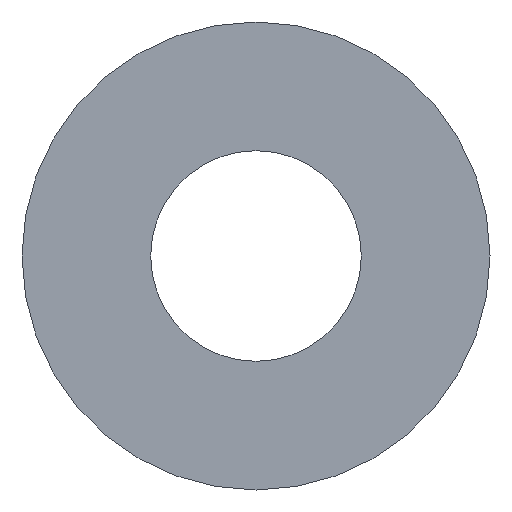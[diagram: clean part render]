
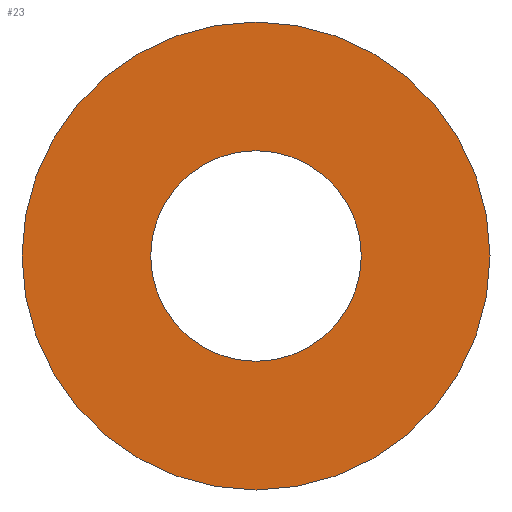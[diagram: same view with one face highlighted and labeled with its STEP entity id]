
A CAD part, front view. The second image highlights one B-rep face of the part: STEP entity #23.
In plain terms, the highlighted planar face has unit normal (0, -1, 0).
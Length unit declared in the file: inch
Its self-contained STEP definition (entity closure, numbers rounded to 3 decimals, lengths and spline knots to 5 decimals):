
#15 = PLANE ( 'NONE',  #91 ) ;
#23 = ADVANCED_FACE ( 'NONE', ( #96, #35 ), #15, .F. ) ;
#25 = EDGE_CURVE ( 'NONE', #88, #27, #73, .T. ) ;
#27 = VERTEX_POINT ( 'NONE', #44 ) ;
#35 = FACE_BOUND ( 'NONE', #113, .T. ) ;
#39 = ORIENTED_EDGE ( 'NONE', *, *, #77, .T. ) ;
#40 = EDGE_CURVE ( 'NONE', #61, #62, #98, .T. ) ;
#44 = CARTESIAN_POINT ( 'NONE',  ( 0., 0., -0.11811 ) ) ;
#51 = ORIENTED_EDGE ( 'NONE', *, *, #25, .F. ) ;
#57 = EDGE_LOOP ( 'NONE', ( #83, #51 ) ) ;
#61 = VERTEX_POINT ( 'NONE', #127 ) ;
#62 = VERTEX_POINT ( 'NONE', #125 ) ;
#70 = DIRECTION ( 'NONE',  ( 0., 1., 0. ) ) ;
#71 = CARTESIAN_POINT ( 'NONE',  ( 0., 0., 0. ) ) ;
#72 = AXIS2_PLACEMENT_3D ( 'NONE', #71, #70, #103 ) ;
#73 = CIRCLE ( 'NONE', #72, 0.11811 ) ;
#75 = DIRECTION ( 'NONE',  ( 0., 0., 1. ) ) ;
#77 = EDGE_CURVE ( 'NONE', #62, #61, #165, .T. ) ;
#83 = ORIENTED_EDGE ( 'NONE', *, *, #94, .F. ) ;
#84 = DIRECTION ( 'NONE',  ( 0., 1., 0. ) ) ;
#85 = CARTESIAN_POINT ( 'NONE',  ( 0., 0., 0. ) ) ;
#86 = CARTESIAN_POINT ( 'NONE',  ( 0., 0., 0. ) ) ;
#88 = VERTEX_POINT ( 'NONE', #160 ) ;
#91 = AXIS2_PLACEMENT_3D ( 'NONE', #85, #84, #75 ) ;
#94 = EDGE_CURVE ( 'NONE', #27, #88, #141, .T. ) ;
#96 = FACE_OUTER_BOUND ( 'NONE', #57, .T. ) ;
#98 = CIRCLE ( 'NONE', #104, 0.05315 ) ;
#100 = DIRECTION ( 'NONE',  ( 0., 1., 0. ) ) ;
#103 = DIRECTION ( 'NONE',  ( 0., 0., 1. ) ) ;
#104 = AXIS2_PLACEMENT_3D ( 'NONE', #86, #100, #109 ) ;
#109 = DIRECTION ( 'NONE',  ( 0., 0., 1. ) ) ;
#113 = EDGE_LOOP ( 'NONE', ( #39, #118 ) ) ;
#118 = ORIENTED_EDGE ( 'NONE', *, *, #40, .T. ) ;
#125 = CARTESIAN_POINT ( 'NONE',  ( 0., 0., -0.05315 ) ) ;
#127 = CARTESIAN_POINT ( 'NONE',  ( 0., 0., 0.05315 ) ) ;
#136 = DIRECTION ( 'NONE',  ( 0., 0., 1. ) ) ;
#137 = DIRECTION ( 'NONE',  ( 0., 1., 0. ) ) ;
#138 = AXIS2_PLACEMENT_3D ( 'NONE', #143, #137, #136 ) ;
#141 = CIRCLE ( 'NONE', #138, 0.11811 ) ;
#143 = CARTESIAN_POINT ( 'NONE',  ( 0., 0., 0. ) ) ;
#153 = DIRECTION ( 'NONE',  ( 0., 0., 1. ) ) ;
#154 = DIRECTION ( 'NONE',  ( 0., 1., 0. ) ) ;
#155 = CARTESIAN_POINT ( 'NONE',  ( 0., 0., 0. ) ) ;
#160 = CARTESIAN_POINT ( 'NONE',  ( 0., 0., 0.11811 ) ) ;
#161 = AXIS2_PLACEMENT_3D ( 'NONE', #155, #154, #153 ) ;
#165 = CIRCLE ( 'NONE', #161, 0.05315 ) ;
